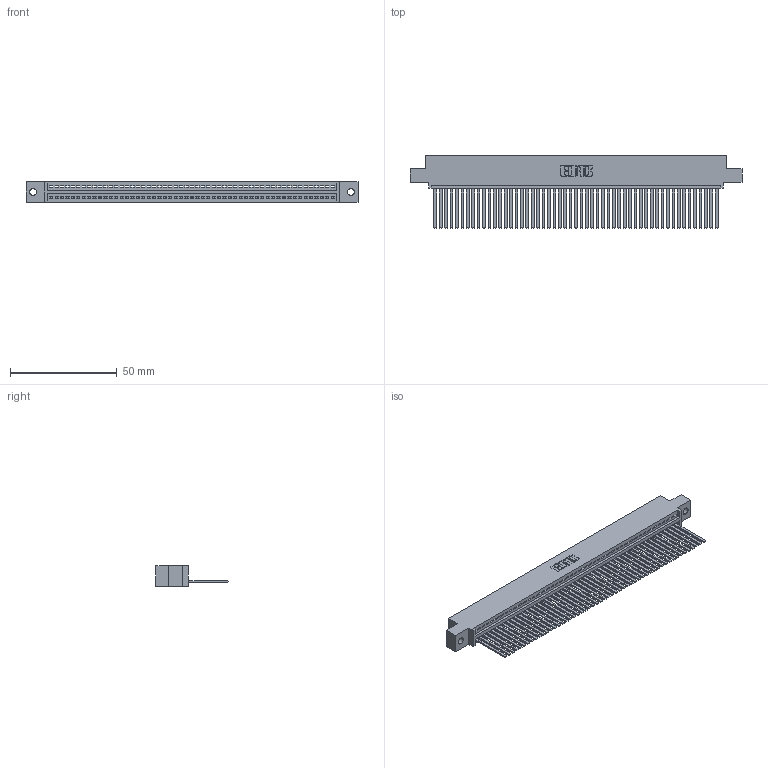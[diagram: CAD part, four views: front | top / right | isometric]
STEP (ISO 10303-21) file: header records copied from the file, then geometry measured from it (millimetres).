
FILE_DESCRIPTION (( 'STEP AP203' ), '1' );
FILE_NAME ('395-053-544-402.STEP', '2019-10-23T15:48:02', ( '' ), ( '' ), 'SwSTEP 2.0', 'SolidWorks 2016', '' );
FILE_SCHEMA (( 'CONFIG_CONTROL_DESIGN' ));
Length unit declared in the file: inch
Products named in the file (3): 345-292-001_345-293-144; 345 Part_0.110 Offset - 0.128 Dia; 395-053-544-402
Assembly tree (54 placements, depth 2):
  395-053-544-402
    345 Part_0.110 Offset - 0.128 Dia
    345-292-001_345-293-144  x53
Bounding box: 155.83 x 33.96 x 9.4 mm (x, y, z)
Volume: 15394.7 mm3; surface area: 22260.7 mm2
Topology: 54 solids, 54 shells, 2886 faces, 8727 edges, 5746 vertices
Faces by surface type: plane 1992, cylinder 894
Entity records: 38359 total; most frequent: CARTESIAN_POINT 6651, ORIENTED_EDGE 6638, DIRECTION 5789, EDGE_CURVE 3319, VECTOR 2979, LINE 2979, VERTEX_POINT 2210, AXIS2_PLACEMENT_3D 1405
